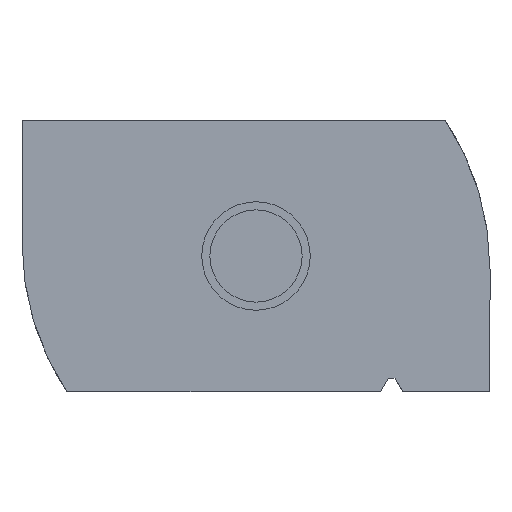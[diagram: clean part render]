
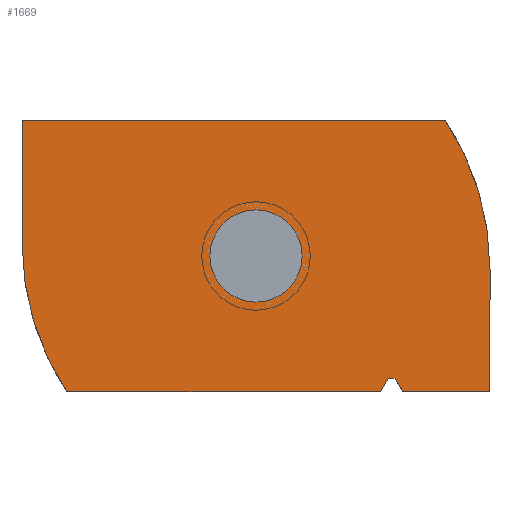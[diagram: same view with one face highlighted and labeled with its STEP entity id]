
A CAD part, front view. The second image highlights one B-rep face of the part: STEP entity #1669.
In plain terms, the highlighted planar face has unit normal (0, -1, 0).
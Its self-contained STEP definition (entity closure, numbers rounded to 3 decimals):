
#16 = VERTEX_POINT ( 'NONE', #2119 ) ;
#17 = EDGE_CURVE ( 'NONE', #2816, #722, #1022, .T. ) ;
#20 = PLANE ( 'NONE',  #1762 ) ;
#59 = DIRECTION ( 'NONE',  ( 0., 1., 0. ) ) ;
#72 = DIRECTION ( 'NONE',  ( 0., 1., 0. ) ) ;
#77 = ORIENTED_EDGE ( 'NONE', *, *, #2563, .T. ) ;
#93 = CARTESIAN_POINT ( 'NONE',  ( 2.75, 0., 1. ) ) ;
#116 = ORIENTED_EDGE ( 'NONE', *, *, #2909, .F. ) ;
#253 = ORIENTED_EDGE ( 'NONE', *, *, #17, .F. ) ;
#266 = VERTEX_POINT ( 'NONE', #2973 ) ;
#270 = LINE ( 'NONE', #815, #1383 ) ;
#279 = ORIENTED_EDGE ( 'NONE', *, *, #2446, .T. ) ;
#288 = DIRECTION ( 'NONE',  ( 0., 0., 1. ) ) ;
#343 = CARTESIAN_POINT ( 'NONE',  ( -17.25, 0., 10. ) ) ;
#385 = VERTEX_POINT ( 'NONE', #1354 ) ;
#391 = CARTESIAN_POINT ( 'NONE',  ( 9.173, 0., -10. ) ) ;
#427 = EDGE_CURVE ( 'NONE', #266, #2261, #3103, .T. ) ;
#501 = CARTESIAN_POINT ( 'NONE',  ( -17.25, 0., 10. ) ) ;
#529 = DIRECTION ( 'NONE',  ( 0., 0., -1. ) ) ;
#542 = DIRECTION ( 'NONE',  ( 0.5, 0., 0.866 ) ) ;
#573 = DIRECTION ( 'NONE',  ( 1., 0., 0. ) ) ;
#589 = LINE ( 'NONE', #1572, #1177 ) ;
#606 = CIRCLE ( 'NONE', #1332, 20. ) ;
#623 = DIRECTION ( 'NONE',  ( 0., 0., -1. ) ) ;
#670 = LINE ( 'NONE', #972, #1604 ) ;
#706 = VECTOR ( 'NONE', #2886, 1000. ) ;
#722 = VERTEX_POINT ( 'NONE', #1724 ) ;
#815 = CARTESIAN_POINT ( 'NONE',  ( 9.75, 0., -9. ) ) ;
#863 = AXIS2_PLACEMENT_3D ( 'NONE', #2256, #59, #288 ) ;
#908 = CARTESIAN_POINT ( 'NONE',  ( 0., 0., 0. ) ) ;
#972 = CARTESIAN_POINT ( 'NONE',  ( 10.827, 0., -10. ) ) ;
#990 = DIRECTION ( 'NONE',  ( 0., 0., -1. ) ) ;
#993 = CARTESIAN_POINT ( 'NONE',  ( 0., 0., -3.4 ) ) ;
#1013 = EDGE_CURVE ( 'NONE', #1357, #16, #270, .T. ) ;
#1022 = LINE ( 'NONE', #2610, #1298 ) ;
#1074 = AXIS2_PLACEMENT_3D ( 'NONE', #2005, #2745, #990 ) ;
#1130 = AXIS2_PLACEMENT_3D ( 'NONE', #908, #2905, #1398 ) ;
#1177 = VECTOR ( 'NONE', #573, 1000. ) ;
#1269 = DIRECTION ( 'NONE',  ( 0., -1., 0. ) ) ;
#1298 = VECTOR ( 'NONE', #623, 1000. ) ;
#1312 = DIRECTION ( 'NONE',  ( 0., 0., -1. ) ) ;
#1332 = AXIS2_PLACEMENT_3D ( 'NONE', #2286, #72, #1312 ) ;
#1354 = CARTESIAN_POINT ( 'NONE',  ( -13.953, 0., -10. ) ) ;
#1357 = VERTEX_POINT ( 'NONE', #391 ) ;
#1383 = VECTOR ( 'NONE', #542, 1000. ) ;
#1397 = CARTESIAN_POINT ( 'NONE',  ( -13.953, 0., -10. ) ) ;
#1398 = DIRECTION ( 'NONE',  ( 0., 0., 1. ) ) ;
#1420 = ORIENTED_EDGE ( 'NONE', *, *, #1013, .T. ) ;
#1551 = VERTEX_POINT ( 'NONE', #993 ) ;
#1560 = LINE ( 'NONE', #2783, #2353 ) ;
#1572 = CARTESIAN_POINT ( 'NONE',  ( 10.25, 0., -9. ) ) ;
#1604 = VECTOR ( 'NONE', #3172, 1000. ) ;
#1608 = EDGE_CURVE ( 'NONE', #2261, #3186, #1560, .T. ) ;
#1649 = EDGE_CURVE ( 'NONE', #385, #266, #606, .T. ) ;
#1661 = ORIENTED_EDGE ( 'NONE', *, *, #1649, .F. ) ;
#1663 = LINE ( 'NONE', #1397, #706 ) ;
#1669 = ADVANCED_FACE ( 'NONE', ( #2564, #1819 ), #20, .T. ) ;
#1699 = ORIENTED_EDGE ( 'NONE', *, *, #1739, .F. ) ;
#1706 = EDGE_LOOP ( 'NONE', ( #2340, #1699, #253, #116, #2779, #2299, #1661, #3008, #1420, #279 ) ) ;
#1717 = LINE ( 'NONE', #2185, #3220 ) ;
#1724 = CARTESIAN_POINT ( 'NONE',  ( 17.25, 0., -10. ) ) ;
#1739 = EDGE_CURVE ( 'NONE', #722, #2714, #1663, .T. ) ;
#1762 = AXIS2_PLACEMENT_3D ( 'NONE', #93, #1269, #529 ) ;
#1816 = VERTEX_POINT ( 'NONE', #2442 ) ;
#1819 = FACE_OUTER_BOUND ( 'NONE', #1706, .T. ) ;
#2005 = CARTESIAN_POINT ( 'NONE',  ( -2.75, 0., -1. ) ) ;
#2043 = EDGE_CURVE ( 'NONE', #2445, #2714, #670, .T. ) ;
#2119 = CARTESIAN_POINT ( 'NONE',  ( 9.75, 0., -9. ) ) ;
#2150 = CIRCLE ( 'NONE', #863, 3.4 ) ;
#2185 = CARTESIAN_POINT ( 'NONE',  ( -13.953, 0., -10. ) ) ;
#2256 = CARTESIAN_POINT ( 'NONE',  ( 0., 0., 0. ) ) ;
#2261 = VERTEX_POINT ( 'NONE', #501 ) ;
#2286 = CARTESIAN_POINT ( 'NONE',  ( 2.75, 0., 1. ) ) ;
#2299 = ORIENTED_EDGE ( 'NONE', *, *, #427, .F. ) ;
#2328 = CARTESIAN_POINT ( 'NONE',  ( 10.25, 0., -9. ) ) ;
#2334 = DIRECTION ( 'NONE',  ( 1., 0., 0. ) ) ;
#2340 = ORIENTED_EDGE ( 'NONE', *, *, #2043, .T. ) ;
#2353 = VECTOR ( 'NONE', #2334, 1000. ) ;
#2396 = ORIENTED_EDGE ( 'NONE', *, *, #2814, .T. ) ;
#2419 = CARTESIAN_POINT ( 'NONE',  ( 17.25, 0., -1. ) ) ;
#2442 = CARTESIAN_POINT ( 'NONE',  ( 0., 0., 3.4 ) ) ;
#2445 = VERTEX_POINT ( 'NONE', #2328 ) ;
#2446 = EDGE_CURVE ( 'NONE', #16, #2445, #589, .T. ) ;
#2473 = VECTOR ( 'NONE', #3088, 1000. ) ;
#2563 = EDGE_CURVE ( 'NONE', #1551, #1816, #2150, .T. ) ;
#2564 = FACE_BOUND ( 'NONE', #3046, .T. ) ;
#2610 = CARTESIAN_POINT ( 'NONE',  ( 17.25, 0., -1. ) ) ;
#2714 = VERTEX_POINT ( 'NONE', #2887 ) ;
#2715 = CIRCLE ( 'NONE', #1074, 20. ) ;
#2717 = DIRECTION ( 'NONE',  ( -1., 0., 0. ) ) ;
#2745 = DIRECTION ( 'NONE',  ( 0., 1., 0. ) ) ;
#2779 = ORIENTED_EDGE ( 'NONE', *, *, #1608, .F. ) ;
#2783 = CARTESIAN_POINT ( 'NONE',  ( -17.25, 0., 10. ) ) ;
#2814 = EDGE_CURVE ( 'NONE', #1816, #1551, #3070, .T. ) ;
#2816 = VERTEX_POINT ( 'NONE', #2419 ) ;
#2879 = EDGE_CURVE ( 'NONE', #1357, #385, #1717, .T. ) ;
#2886 = DIRECTION ( 'NONE',  ( -1., 0., 0. ) ) ;
#2887 = CARTESIAN_POINT ( 'NONE',  ( 10.827, 0., -10. ) ) ;
#2905 = DIRECTION ( 'NONE',  ( 0., 1., 0. ) ) ;
#2909 = EDGE_CURVE ( 'NONE', #3186, #2816, #2715, .T. ) ;
#2948 = CARTESIAN_POINT ( 'NONE',  ( 13.953, 0., 10. ) ) ;
#2973 = CARTESIAN_POINT ( 'NONE',  ( -17.25, 0., 1. ) ) ;
#3008 = ORIENTED_EDGE ( 'NONE', *, *, #2879, .F. ) ;
#3046 = EDGE_LOOP ( 'NONE', ( #2396, #77 ) ) ;
#3070 = CIRCLE ( 'NONE', #1130, 3.4 ) ;
#3088 = DIRECTION ( 'NONE',  ( 0., 0., 1. ) ) ;
#3103 = LINE ( 'NONE', #343, #2473 ) ;
#3172 = DIRECTION ( 'NONE',  ( 0.5, 0., -0.866 ) ) ;
#3186 = VERTEX_POINT ( 'NONE', #2948 ) ;
#3220 = VECTOR ( 'NONE', #2717, 1000. ) ;
